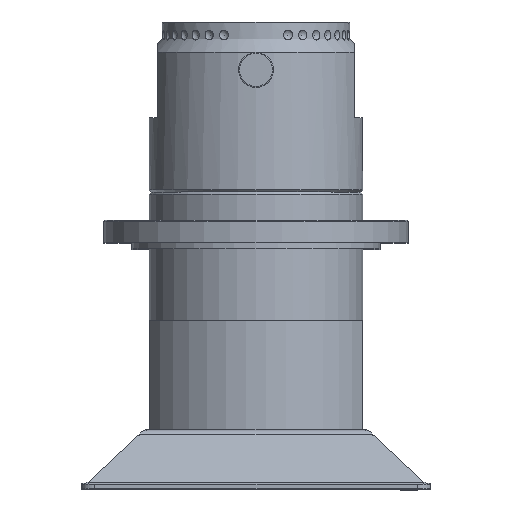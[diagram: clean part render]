
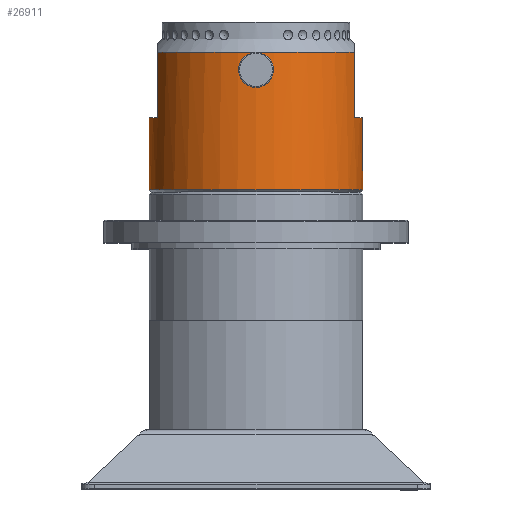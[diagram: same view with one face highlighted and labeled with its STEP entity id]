
A CAD part, top view. The second image highlights one B-rep face of the part: STEP entity #26911.
In plain terms, the highlighted cylindrical face has radius 24.5 mm (diameter 49 mm), a full revolution.
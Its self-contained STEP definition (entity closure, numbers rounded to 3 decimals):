
#1702=LINE('',#40243,#2739);
#1704=LINE('',#40247,#2741);
#1706=LINE('',#40266,#2743);
#1707=LINE('',#40267,#2744);
#2739=VECTOR('',#32036,1000.);
#2741=VECTOR('',#32038,1000.);
#2743=VECTOR('',#32048,1000.);
#2744=VECTOR('',#32049,1000.);
#3688=CIRCLE('',#28615,24.5);
#3689=CIRCLE('',#28616,24.5);
#3690=CIRCLE('',#28619,24.5);
#3691=CIRCLE('',#28621,24.5);
#3692=CIRCLE('',#28623,24.5);
#6233=ORIENTED_EDGE('',*,*,#10331,.T.);
#6234=ORIENTED_EDGE('',*,*,#10339,.T.);
#6235=ORIENTED_EDGE('',*,*,#10329,.F.);
#6236=ORIENTED_EDGE('',*,*,#10332,.F.);
#6237=ORIENTED_EDGE('',*,*,#10336,.T.);
#6238=ORIENTED_EDGE('',*,*,#10338,.T.);
#6239=ORIENTED_EDGE('',*,*,#10337,.F.);
#6240=ORIENTED_EDGE('',*,*,#10333,.F.);
#6241=ORIENTED_EDGE('',*,*,#10340,.F.);
#10329=EDGE_CURVE('',#12662,#12663,#1702,.T.);
#10331=EDGE_CURVE('',#12661,#12664,#1704,.T.);
#10332=EDGE_CURVE('',#12665,#12662,#3688,.T.);
#10333=EDGE_CURVE('',#12661,#12666,#3689,.T.);
#10336=EDGE_CURVE('',#12665,#12667,#1706,.T.);
#10337=EDGE_CURVE('',#12666,#12668,#1707,.T.);
#10338=EDGE_CURVE('',#12667,#12668,#3690,.T.);
#10339=EDGE_CURVE('',#12664,#12663,#3691,.T.);
#10340=EDGE_CURVE('',#12669,#12669,#3692,.T.);
#12661=VERTEX_POINT('',#40241);
#12662=VERTEX_POINT('',#40242);
#12663=VERTEX_POINT('',#40244);
#12664=VERTEX_POINT('',#40246);
#12665=VERTEX_POINT('',#40250);
#12666=VERTEX_POINT('',#40252);
#12667=VERTEX_POINT('',#40264);
#12668=VERTEX_POINT('',#40265);
#12669=VERTEX_POINT('',#40274);
#15282=EDGE_LOOP('',(#6233,#6234,#6235,#6236,#6237,#6238,#6239,#6240));
#15283=EDGE_LOOP('',(#6241));
#17267=FACE_BOUND('',#15282,.T.);
#17268=FACE_BOUND('',#15283,.T.);
#18458=CYLINDRICAL_SURFACE('',#28622,24.5);
#26911=ADVANCED_FACE('',(#17267,#17268),#18458,.T.);
#28615=AXIS2_PLACEMENT_3D('',#40249,#32041,#32042);
#28616=AXIS2_PLACEMENT_3D('',#40251,#32043,#32044);
#28619=AXIS2_PLACEMENT_3D('',#40269,#32052,#32053);
#28621=AXIS2_PLACEMENT_3D('',#40271,#32056,#32057);
#28622=AXIS2_PLACEMENT_3D('',#40272,#32058,#32059);
#28623=AXIS2_PLACEMENT_3D('',#40273,#32060,#32061);
#32036=DIRECTION('',(0.,0.,-1.));
#32038=DIRECTION('',(0.,0.,-1.));
#32041=DIRECTION('',(0.,0.,1.));
#32042=DIRECTION('',(-0.918,-0.396,0.));
#32043=DIRECTION('',(0.,0.,1.));
#32044=DIRECTION('',(0.918,0.396,0.));
#32048=DIRECTION('',(0.,0.,-1.));
#32049=DIRECTION('',(0.,0.,-1.));
#32052=DIRECTION('',(0.,0.,-1.));
#32053=DIRECTION('',(-0.918,-0.396,0.));
#32056=DIRECTION('',(0.,0.,-1.));
#32057=DIRECTION('',(1.,0.,0.));
#32058=DIRECTION('',(0.,0.,-1.));
#32059=DIRECTION('',(1.,0.,0.));
#32060=DIRECTION('',(0.,0.,-1.));
#32061=DIRECTION('',(1.,0.,0.));
#40241=CARTESIAN_POINT('',(22.5,9.695,61.5));
#40242=CARTESIAN_POINT('',(22.5,-9.695,61.5));
#40243=CARTESIAN_POINT('',(22.5,-9.695,61.5));
#40244=CARTESIAN_POINT('',(22.5,-9.695,46.5));
#40246=CARTESIAN_POINT('',(22.5,9.695,46.5));
#40247=CARTESIAN_POINT('',(22.5,9.695,61.5));
#40249=CARTESIAN_POINT('',(0.,0.,61.5));
#40250=CARTESIAN_POINT('',(-22.5,-9.695,61.5));
#40251=CARTESIAN_POINT('',(0.,0.,61.5));
#40252=CARTESIAN_POINT('',(-22.5,9.695,61.5));
#40264=CARTESIAN_POINT('',(-22.5,-9.695,46.5));
#40265=CARTESIAN_POINT('',(-22.5,9.695,46.5));
#40266=CARTESIAN_POINT('',(-22.5,-9.695,61.5));
#40267=CARTESIAN_POINT('',(-22.5,9.695,61.5));
#40269=CARTESIAN_POINT('',(0.,0.,46.5));
#40271=CARTESIAN_POINT('',(0.,0.,46.5));
#40272=CARTESIAN_POINT('',(0.,0.,69.825));
#40273=CARTESIAN_POINT('',(0.,0.,30.));
#40274=CARTESIAN_POINT('',(24.5,0.,30.));
